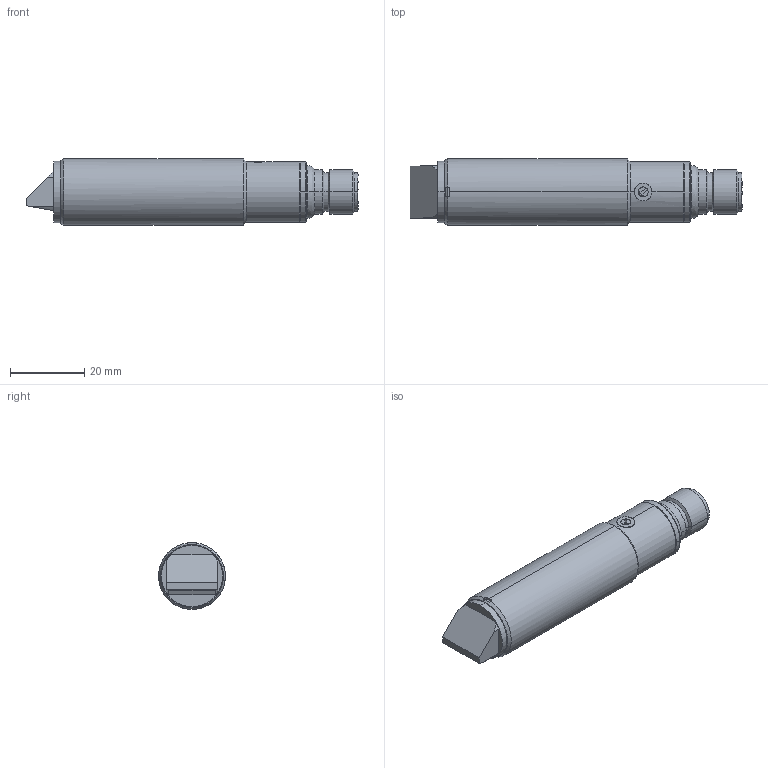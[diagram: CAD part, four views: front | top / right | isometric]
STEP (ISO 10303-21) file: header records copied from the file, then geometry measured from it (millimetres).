
FILE_DESCRIPTION (( 'STEP AP214' ), '1' );
FILE_NAME ('FALW-BN-3E.step', '2018-04-12T19:59:25', ( '' ), ( '' ), 'SwSTEP 2.0', 'SolidWorks 2017', '' );
FILE_SCHEMA (( 'AUTOMOTIVE_DESIGN' ));
Length unit declared in the file: inch
Products named in the file (1): FALW-BN-3E
Bounding box: 89.4 x 18 x 18 mm (x, y, z)
Volume: 17967.6 mm3; surface area: 7323 mm2
Topology: 11 solids, 11 shells, 189 faces, 430 edges, 267 vertices
Faces by surface type: cylinder 81, plane 63, cone 27, bspline 18
Entity records: 8380 total; most frequent: CARTESIAN_POINT 1497, DIRECTION 937, ORIENTED_EDGE 844, EDGE_CURVE 422, AXIS2_PLACEMENT_3D 377, VERTEX_POINT 267, EDGE_LOOP 213, CIRCLE 205
